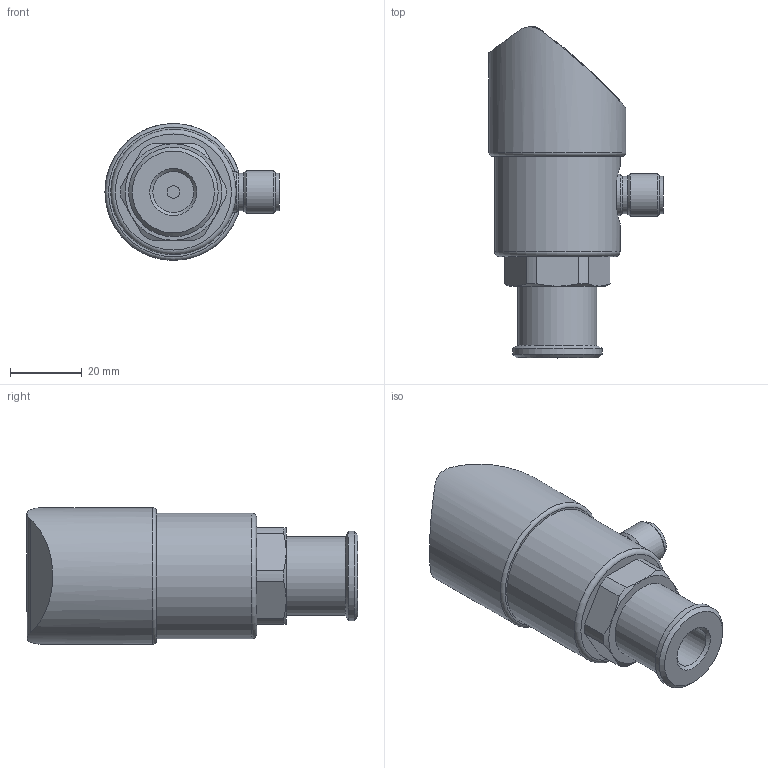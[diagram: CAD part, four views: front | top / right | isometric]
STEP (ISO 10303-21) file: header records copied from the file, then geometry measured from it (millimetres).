
FILE_DESCRIPTION(/* description */ ('STEP AP214'),/* implementation_level */ '2;1');
FILE_NAME(/* name */ '8022778_SPAW-P2R-G14F-2PA-M12',/* time_stamp */ '2024-09-15T12:44:23+02:00',/* author */ ('License CC BY-ND 4.0'),/* organization */ ('CADENAS'),/* preprocessor_version */ 'ST-DEVELOPER v19.3',/* originating_system */ 'PARTsolutions',/* authorisation */ ' ');
FILE_SCHEMA (('AUTOMOTIVE_DESIGN {1 0 10303 214 3 1 1}'));
Length unit declared in the file: millimetre
Products named in the file (1): 8022778 SPAW-P2R-G14F-2PA-M12
Bounding box: 48.6 x 92.65 x 38.2 mm (x, y, z)
Volume: 72653.2 mm3; surface area: 12514.8 mm2
Topology: 1 solids, 1 shells, 110 faces, 245 edges, 157 vertices
Faces by surface type: cylinder 58, plane 36, cone 13, torus 3
Full cylindrical faces by diameter (mm): 1 x5, 3.5 x1, 4 x2, 8.5 x1, 10.4 x2, 11.445 x1, 11.5 x1, 12 x1, 22 x1, 25 x1, 35 x1, 38.2 x1
Entity records: 3833 total; most frequent: CARTESIAN_POINT 779, DIRECTION 442, ORIENTED_EDGE 434, EDGE_CURVE 217, AXIS2_PLACEMENT_3D 183, EDGE_LOOP 156, FACE_BOUND 156, VERTEX_POINT 155
